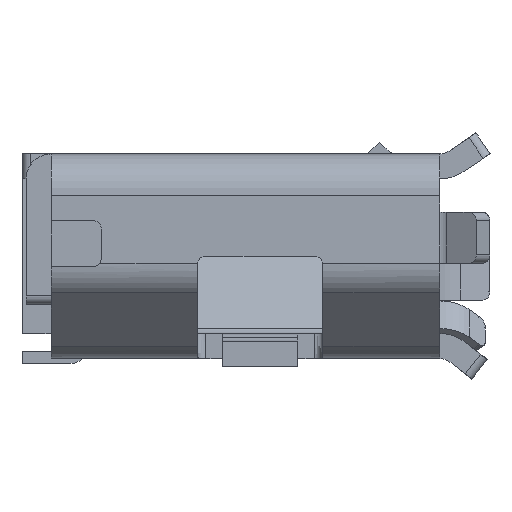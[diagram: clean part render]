
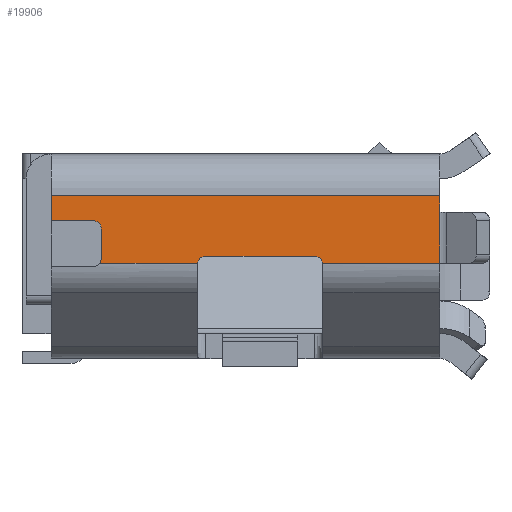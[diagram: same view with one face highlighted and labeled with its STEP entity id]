
A CAD part, left-side view. The second image highlights one B-rep face of the part: STEP entity #19906.
In plain terms, the highlighted planar face has unit normal (-1, 0, 0).
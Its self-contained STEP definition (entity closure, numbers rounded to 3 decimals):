
#18430 = EDGE_CURVE('',#18431,#18433,#18435,.T.);
#18431 = VERTEX_POINT('',#18432);
#18432 = CARTESIAN_POINT('',(-6.67,1.868,-0.085));
#18433 = VERTEX_POINT('',#18434);
#18434 = CARTESIAN_POINT('',(-6.67,0.697,-0.085));
#18435 = LINE('',#18436,#18437);
#18436 = CARTESIAN_POINT('',(-6.67,2.798,-0.085));
#18437 = VECTOR('',#18438,1.);
#18438 = DIRECTION('',(0.,-1.,0.));
#18516 = EDGE_CURVE('',#18433,#18517,#18519,.T.);
#18517 = VERTEX_POINT('',#18518);
#18518 = CARTESIAN_POINT('',(-6.67,0.598,0.));
#18519 = CIRCLE('',#18520,0.1);
#18520 = AXIS2_PLACEMENT_3D('',#18521,#18522,#18523);
#18521 = CARTESIAN_POINT('',(-6.67,0.598,-0.1));
#18522 = DIRECTION('',(1.,0.,0.));
#18523 = DIRECTION('',(0.,0.,1.));
#19757 = VERTEX_POINT('',#19758);
#19758 = CARTESIAN_POINT('',(-6.67,-0.702,0.));
#19764 = EDGE_CURVE('',#18517,#19757,#19765,.T.);
#19765 = LINE('',#19766,#19767);
#19766 = CARTESIAN_POINT('',(-6.67,0.698,0.));
#19767 = VECTOR('',#19768,1.);
#19768 = DIRECTION('',(0.,-1.,0.));
#19906 = ADVANCED_FACE('',(#19907),#19993,.T.);
#19907 = FACE_BOUND('',#19908,.T.);
#19908 = EDGE_LOOP('',(#19909,#19910,#19919,#19927,#19935,#19943,#19951,
    #19959,#19967,#19976,#19984,#19991,#19992));
#19909 = ORIENTED_EDGE('',*,*,#19764,.T.);
#19910 = ORIENTED_EDGE('',*,*,#19911,.T.);
#19911 = EDGE_CURVE('',#19757,#19912,#19914,.T.);
#19912 = VERTEX_POINT('',#19913);
#19913 = CARTESIAN_POINT('',(-6.67,-0.801,-0.085)
  );
#19914 = CIRCLE('',#19915,0.1);
#19915 = AXIS2_PLACEMENT_3D('',#19916,#19917,#19918);
#19916 = CARTESIAN_POINT('',(-6.67,-0.702,-0.1));
#19917 = DIRECTION('',(1.,0.,0.));
#19918 = DIRECTION('',(0.,0.,1.));
#19919 = ORIENTED_EDGE('',*,*,#19920,.T.);
#19920 = EDGE_CURVE('',#19912,#19921,#19923,.T.);
#19921 = VERTEX_POINT('',#19922);
#19922 = CARTESIAN_POINT('',(-6.67,-2.202,-0.085));
#19923 = LINE('',#19924,#19925);
#19924 = CARTESIAN_POINT('',(-6.67,2.798,-0.085));
#19925 = VECTOR('',#19926,1.);
#19926 = DIRECTION('',(0.,-1.,0.));
#19927 = ORIENTED_EDGE('',*,*,#19928,.T.);
#19928 = EDGE_CURVE('',#19921,#19929,#19931,.T.);
#19929 = VERTEX_POINT('',#19930);
#19930 = CARTESIAN_POINT('',(-6.67,-2.202,0.525));
#19931 = LINE('',#19932,#19933);
#19932 = CARTESIAN_POINT('',(-6.67,-2.202,-0.085));
#19933 = VECTOR('',#19934,1.);
#19934 = DIRECTION('',(0.,0.,1.));
#19935 = ORIENTED_EDGE('',*,*,#19936,.F.);
#19936 = EDGE_CURVE('',#19937,#19929,#19939,.T.);
#19937 = VERTEX_POINT('',#19938);
#19938 = CARTESIAN_POINT('',(-6.67,-2.202,0.725));
#19939 = LINE('',#19940,#19941);
#19940 = CARTESIAN_POINT('',(-6.67,-2.202,-0.168));
#19941 = VECTOR('',#19942,1.);
#19942 = DIRECTION('',(0.,0.,-1.));
#19943 = ORIENTED_EDGE('',*,*,#19944,.F.);
#19944 = EDGE_CURVE('',#19945,#19937,#19947,.T.);
#19945 = VERTEX_POINT('',#19946);
#19946 = CARTESIAN_POINT('',(-6.67,2.448,0.725));
#19947 = LINE('',#19948,#19949);
#19948 = CARTESIAN_POINT('',(-6.67,2.798,0.725));
#19949 = VECTOR('',#19950,1.);
#19950 = DIRECTION('',(0.,-1.,0.));
#19951 = ORIENTED_EDGE('',*,*,#19952,.F.);
#19952 = EDGE_CURVE('',#19953,#19945,#19955,.T.);
#19953 = VERTEX_POINT('',#19954);
#19954 = CARTESIAN_POINT('',(-6.67,2.448,0.425));
#19955 = LINE('',#19956,#19957);
#19956 = CARTESIAN_POINT('',(-6.67,2.448,-7.575));
#19957 = VECTOR('',#19958,1.);
#19958 = DIRECTION('',(0.,0.,1.));
#19959 = ORIENTED_EDGE('',*,*,#19960,.F.);
#19960 = EDGE_CURVE('',#19961,#19953,#19963,.T.);
#19961 = VERTEX_POINT('',#19962);
#19962 = CARTESIAN_POINT('',(-6.67,1.948,0.425));
#19963 = LINE('',#19964,#19965);
#19964 = CARTESIAN_POINT('',(-6.67,1.848,0.425));
#19965 = VECTOR('',#19966,1.);
#19966 = DIRECTION('',(0.,1.,0.));
#19967 = ORIENTED_EDGE('',*,*,#19968,.T.);
#19968 = EDGE_CURVE('',#19961,#19969,#19971,.T.);
#19969 = VERTEX_POINT('',#19970);
#19970 = CARTESIAN_POINT('',(-6.67,1.848,0.325));
#19971 = CIRCLE('',#19972,0.1);
#19972 = AXIS2_PLACEMENT_3D('',#19973,#19974,#19975);
#19973 = CARTESIAN_POINT('',(-6.67,1.948,0.325));
#19974 = DIRECTION('',(1.,0.,0.));
#19975 = DIRECTION('',(0.,0.,1.));
#19976 = ORIENTED_EDGE('',*,*,#19977,.F.);
#19977 = EDGE_CURVE('',#19978,#19969,#19980,.T.);
#19978 = VERTEX_POINT('',#19979);
#19979 = CARTESIAN_POINT('',(-6.67,1.848,-0.025));
#19980 = LINE('',#19981,#19982);
#19981 = CARTESIAN_POINT('',(-6.67,1.848,-0.125));
#19982 = VECTOR('',#19983,1.);
#19983 = DIRECTION('',(0.,0.,1.));
#19984 = ORIENTED_EDGE('',*,*,#19985,.T.);
#19985 = EDGE_CURVE('',#19978,#18431,#19986,.T.);
#19986 = CIRCLE('',#19987,0.1);
#19987 = AXIS2_PLACEMENT_3D('',#19988,#19989,#19990);
#19988 = CARTESIAN_POINT('',(-6.67,1.948,-0.025));
#19989 = DIRECTION('',(1.,0.,0.));
#19990 = DIRECTION('',(0.,0.,1.));
#19991 = ORIENTED_EDGE('',*,*,#18430,.T.);
#19992 = ORIENTED_EDGE('',*,*,#18516,.T.);
#19993 = PLANE('',#19994);
#19994 = AXIS2_PLACEMENT_3D('',#19995,#19996,#19997);
#19995 = CARTESIAN_POINT('',(-6.67,2.798,-0.168));
#19996 = DIRECTION('',(-1.,0.,0.));
#19997 = DIRECTION('',(0.,0.,1.));
